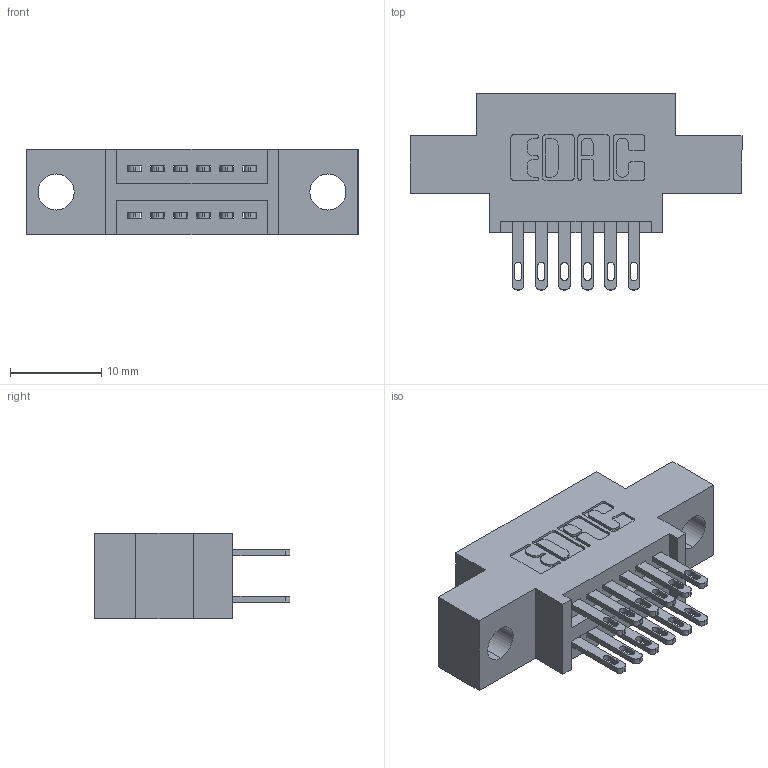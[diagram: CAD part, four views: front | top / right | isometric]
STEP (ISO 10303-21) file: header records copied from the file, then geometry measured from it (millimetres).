
FILE_DESCRIPTION (( 'STEP AP203' ), '1' );
FILE_NAME ('345-012-500-804.STEP', '2021-05-19T15:38:21', ( '' ), ( '' ), 'SwSTEP 2.0', 'SolidWorks 2020', '' );
FILE_SCHEMA (( 'CONFIG_CONTROL_DESIGN' ));
Length unit declared in the file: inch
Products named in the file (3): 345 Part_0.170 Offset - 0.156 Dia-TI; 345-292-001_345-293-100; 345-012-500-804
Assembly tree (13 placements, depth 2):
  345-012-500-804
    345 Part_0.170 Offset - 0.156 Dia-TI
    345-292-001_345-293-100  x12
Bounding box: 36.45 x 21.51 x 9.4 mm (x, y, z)
Volume: 3023.9 mm3; surface area: 3890 mm2
Topology: 13 solids, 13 shells, 696 faces, 2081 edges, 1386 vertices
Faces by surface type: plane 422, cylinder 274
Entity records: 10035 total; most frequent: CARTESIAN_POINT 1722, ORIENTED_EDGE 1654, DIRECTION 1563, EDGE_CURVE 827, LINE 667, VECTOR 667, VERTEX_POINT 550, AXIS2_PLACEMENT_3D 448
